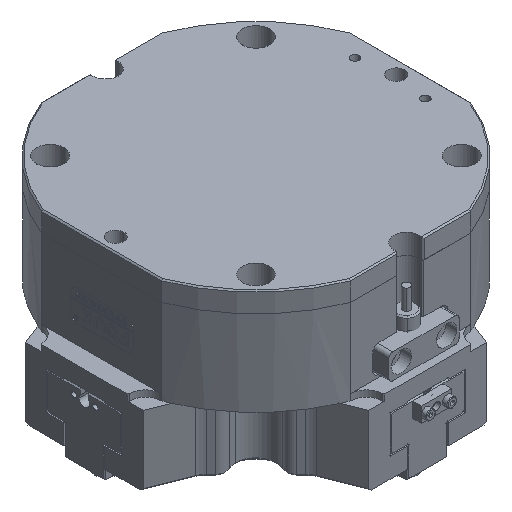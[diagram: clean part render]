
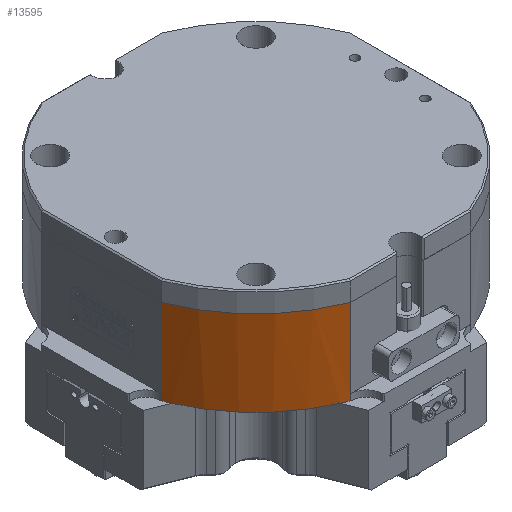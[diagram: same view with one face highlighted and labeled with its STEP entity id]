
A CAD part, isometric view. The second image highlights one B-rep face of the part: STEP entity #13595.
In plain terms, the highlighted cylindrical face has radius 66 mm (diameter 132 mm), a partial arc.
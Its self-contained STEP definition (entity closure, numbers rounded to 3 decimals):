
#97 = CARTESIAN_POINT ( 'NONE',  ( -61.5, -23.953, 34. ) ) ;
#1037 = VERTEX_POINT ( 'NONE', #19737 ) ;
#1325 = ORIENTED_EDGE ( 'NONE', *, *, #37684, .T. ) ;
#1648 = CARTESIAN_POINT ( 'NONE',  ( 0., 0., -28. ) ) ;
#1700 = DIRECTION ( 'NONE',  ( 0., 0., -1. ) ) ;
#2783 = CARTESIAN_POINT ( 'NONE',  ( -26.715, -60.352, 0. ) ) ;
#3375 = CARTESIAN_POINT ( 'NONE',  ( -23.953, -61.5, 2.5 ) ) ;
#5362 = CARTESIAN_POINT ( 'NONE',  ( -61.5, -23.953, -28. ) ) ;
#5714 = AXIS2_PLACEMENT_3D ( 'NONE', #31288, #51165, #47534 ) ;
#6293 = VERTEX_POINT ( 'NONE', #50348 ) ;
#6312 = LINE ( 'NONE', #38939, #39649 ) ;
#7411 = VERTEX_POINT ( 'NONE', #21878 ) ;
#7749 = CARTESIAN_POINT ( 'NONE',  ( -23.953, -61.5, 34. ) ) ;
#8119 = CARTESIAN_POINT ( 'NONE',  ( 0., 0., 34. ) ) ;
#8183 = ORIENTED_EDGE ( 'NONE', *, *, #11047, .F. ) ;
#8663 = CARTESIAN_POINT ( 'NONE',  ( -23.953, -61.5, -28. ) ) ;
#10678 = EDGE_CURVE ( 'NONE', #33142, #19112, #6312, .T. ) ;
#11047 = EDGE_CURVE ( 'NONE', #15483, #46481, #50103, .T. ) ;
#13303 = DIRECTION ( 'NONE',  ( -1., 0., 0. ) ) ;
#13395 = FACE_OUTER_BOUND ( 'NONE', #38309, .T. ) ;
#13595 = ADVANCED_FACE ( 'NONE', ( #13395 ), #26367, .T. ) ;
#13752 = DIRECTION ( 'NONE',  ( -1., 0., 0. ) ) ;
#14516 = CARTESIAN_POINT ( 'NONE',  ( -61.5, -23.953, -28. ) ) ;
#14659 = DIRECTION ( 'NONE',  ( 0., 0., -1. ) ) ;
#15483 = VERTEX_POINT ( 'NONE', #22751 ) ;
#15896 = AXIS2_PLACEMENT_3D ( 'NONE', #8119, #40224, #13303 ) ;
#17037 = EDGE_CURVE ( 'NONE', #1037, #6293, #43555, .T. ) ;
#18669 = CIRCLE ( 'NONE', #5714, 66. ) ;
#19064 = VECTOR ( 'NONE', #22283, 1000. ) ;
#19112 = VERTEX_POINT ( 'NONE', #7749 ) ;
#19737 = CARTESIAN_POINT ( 'NONE',  ( -60.352, -26.715, 0. ) ) ;
#20120 = AXIS2_PLACEMENT_3D ( 'NONE', #37146, #21973, #49253 ) ;
#20354 = LINE ( 'NONE', #5362, #36383 ) ;
#21878 = CARTESIAN_POINT ( 'NONE',  ( -61.5, -23.953, 2.5 ) ) ;
#21973 = DIRECTION ( 'NONE',  ( 0., 0., -1. ) ) ;
#22258 = CARTESIAN_POINT ( 'NONE',  ( 0., 0., 0. ) ) ;
#22283 = DIRECTION ( 'NONE',  ( 0., 0., -1. ) ) ;
#22751 = CARTESIAN_POINT ( 'NONE',  ( -23.953, -61.5, 0. ) ) ;
#24550 = CIRCLE ( 'NONE', #15896, 66. ) ;
#24899 = DIRECTION ( 'NONE',  ( 0., 0., 1. ) ) ;
#25087 = EDGE_CURVE ( 'NONE', #46481, #1037, #18669, .T. ) ;
#25465 = ORIENTED_EDGE ( 'NONE', *, *, #17037, .F. ) ;
#26279 = ORIENTED_EDGE ( 'NONE', *, *, #28082, .T. ) ;
#26367 = CYLINDRICAL_SURFACE ( 'NONE', #32105, 66. ) ;
#26444 = ORIENTED_EDGE ( 'NONE', *, *, #42870, .T. ) ;
#27444 = VECTOR ( 'NONE', #24899, 1000. ) ;
#28082 = EDGE_CURVE ( 'NONE', #50439, #7411, #20354, .T. ) ;
#28928 = DIRECTION ( 'NONE',  ( 0., 0., -1. ) ) ;
#29289 = ORIENTED_EDGE ( 'NONE', *, *, #10678, .T. ) ;
#29497 = LINE ( 'NONE', #14516, #19064 ) ;
#29848 = ORIENTED_EDGE ( 'NONE', *, *, #40548, .T. ) ;
#31288 = CARTESIAN_POINT ( 'NONE',  ( 0., 0., 0. ) ) ;
#32105 = AXIS2_PLACEMENT_3D ( 'NONE', #1648, #28928, #13752 ) ;
#33142 = VERTEX_POINT ( 'NONE', #3375 ) ;
#34291 = LINE ( 'NONE', #8663, #27444 ) ;
#36383 = VECTOR ( 'NONE', #1700, 1000. ) ;
#37146 = CARTESIAN_POINT ( 'NONE',  ( 0., 0., 0. ) ) ;
#37684 = EDGE_CURVE ( 'NONE', #19112, #50439, #24550, .T. ) ;
#38309 = EDGE_LOOP ( 'NONE', ( #8183, #29848, #29289, #1325, #26279, #26444, #25465, #51104 ) ) ;
#38939 = CARTESIAN_POINT ( 'NONE',  ( -23.953, -61.5, -28. ) ) ;
#39649 = VECTOR ( 'NONE', #43067, 1000. ) ;
#40224 = DIRECTION ( 'NONE',  ( 0., 0., -1. ) ) ;
#40548 = EDGE_CURVE ( 'NONE', #15483, #33142, #34291, .T. ) ;
#42165 = AXIS2_PLACEMENT_3D ( 'NONE', #22258, #14659, #42269 ) ;
#42269 = DIRECTION ( 'NONE',  ( -1., 0., 0. ) ) ;
#42870 = EDGE_CURVE ( 'NONE', #7411, #6293, #29497, .T. ) ;
#43067 = DIRECTION ( 'NONE',  ( 0., 0., 1. ) ) ;
#43555 = CIRCLE ( 'NONE', #42165, 66. ) ;
#46481 = VERTEX_POINT ( 'NONE', #2783 ) ;
#47534 = DIRECTION ( 'NONE',  ( 1., 0., 0. ) ) ;
#49253 = DIRECTION ( 'NONE',  ( -1., 0., 0. ) ) ;
#50103 = CIRCLE ( 'NONE', #20120, 66. ) ;
#50348 = CARTESIAN_POINT ( 'NONE',  ( -61.5, -23.953, 0. ) ) ;
#50439 = VERTEX_POINT ( 'NONE', #97 ) ;
#51104 = ORIENTED_EDGE ( 'NONE', *, *, #25087, .F. ) ;
#51165 = DIRECTION ( 'NONE',  ( 0., 0., -1. ) ) ;
